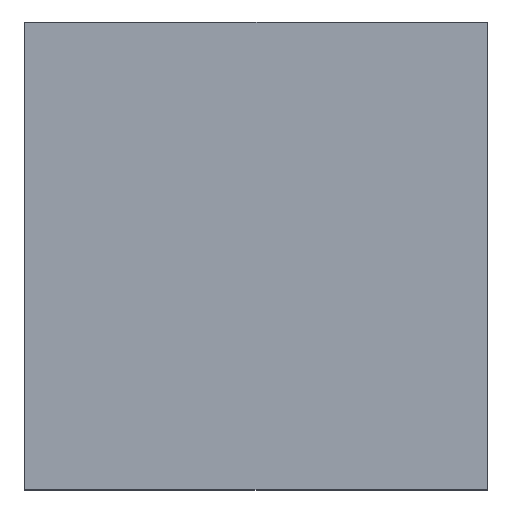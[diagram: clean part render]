
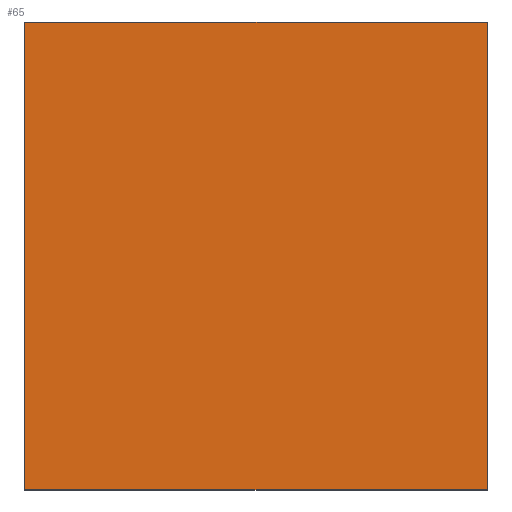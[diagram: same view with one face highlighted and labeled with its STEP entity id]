
A CAD part, top view. The second image highlights one B-rep face of the part: STEP entity #65.
In plain terms, the highlighted planar face has unit normal (0, 0, 1).
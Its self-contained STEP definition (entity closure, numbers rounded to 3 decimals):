
#1 = VERTEX_POINT ( 'NONE', #24 ) ;
#11 = VERTEX_POINT ( 'NONE', #198 ) ;
#18 = AXIS2_PLACEMENT_3D ( 'NONE', #60, #94, #101 ) ;
#21 = EDGE_CURVE ( 'NONE', #32, #126, #75, .T. ) ;
#23 = CARTESIAN_POINT ( 'NONE',  ( 85., 86., 10. ) ) ;
#24 = CARTESIAN_POINT ( 'NONE',  ( 85., -86., 10. ) ) ;
#27 = EDGE_CURVE ( 'NONE', #1, #32, #158, .T. ) ;
#29 = VECTOR ( 'NONE', #77, 1000. ) ;
#32 = VERTEX_POINT ( 'NONE', #23 ) ;
#35 = LINE ( 'NONE', #122, #117 ) ;
#37 = DIRECTION ( 'NONE',  ( 1., 0., 0. ) ) ;
#48 = FACE_OUTER_BOUND ( 'NONE', #150, .T. ) ;
#58 = CARTESIAN_POINT ( 'NONE',  ( -85., 86., 10. ) ) ;
#60 = CARTESIAN_POINT ( 'NONE',  ( 0., 0., 10. ) ) ;
#64 = CARTESIAN_POINT ( 'NONE',  ( 85., 86., 10. ) ) ;
#65 = ADVANCED_FACE ( 'NONE', ( #48 ), #193, .T. ) ;
#70 = ORIENTED_EDGE ( 'NONE', *, *, #185, .T. ) ;
#75 = LINE ( 'NONE', #176, #29 ) ;
#77 = DIRECTION ( 'NONE',  ( -1., 0., 0. ) ) ;
#94 = DIRECTION ( 'NONE',  ( 0., 0., 1. ) ) ;
#101 = DIRECTION ( 'NONE',  ( 1., 0., 0. ) ) ;
#102 = CARTESIAN_POINT ( 'NONE',  ( -85., 86., 10. ) ) ;
#117 = VECTOR ( 'NONE', #37, 1000. ) ;
#122 = CARTESIAN_POINT ( 'NONE',  ( -85., -86., 10. ) ) ;
#126 = VERTEX_POINT ( 'NONE', #58 ) ;
#147 = VECTOR ( 'NONE', #162, 1000. ) ;
#150 = EDGE_LOOP ( 'NONE', ( #166, #199, #171, #70 ) ) ;
#158 = LINE ( 'NONE', #64, #165 ) ;
#160 = LINE ( 'NONE', #102, #147 ) ;
#162 = DIRECTION ( 'NONE',  ( 0., -1., 0. ) ) ;
#165 = VECTOR ( 'NONE', #180, 1000. ) ;
#166 = ORIENTED_EDGE ( 'NONE', *, *, #27, .T. ) ;
#171 = ORIENTED_EDGE ( 'NONE', *, *, #202, .T. ) ;
#176 = CARTESIAN_POINT ( 'NONE',  ( -85., 86., 10. ) ) ;
#180 = DIRECTION ( 'NONE',  ( 0., 1., 0. ) ) ;
#185 = EDGE_CURVE ( 'NONE', #11, #1, #35, .T. ) ;
#193 = PLANE ( 'NONE',  #18 ) ;
#198 = CARTESIAN_POINT ( 'NONE',  ( -85., -86., 10. ) ) ;
#199 = ORIENTED_EDGE ( 'NONE', *, *, #21, .T. ) ;
#202 = EDGE_CURVE ( 'NONE', #126, #11, #160, .T. ) ;
